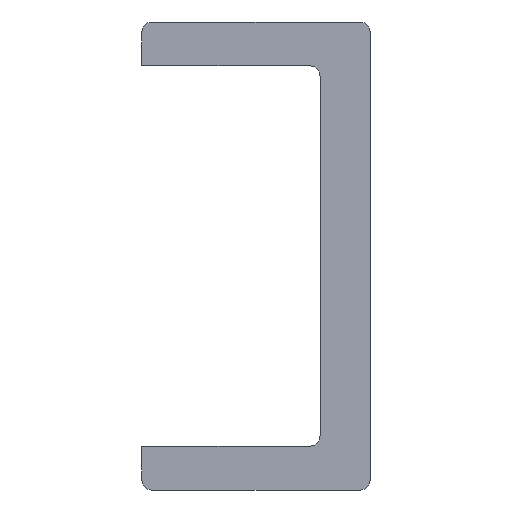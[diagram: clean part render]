
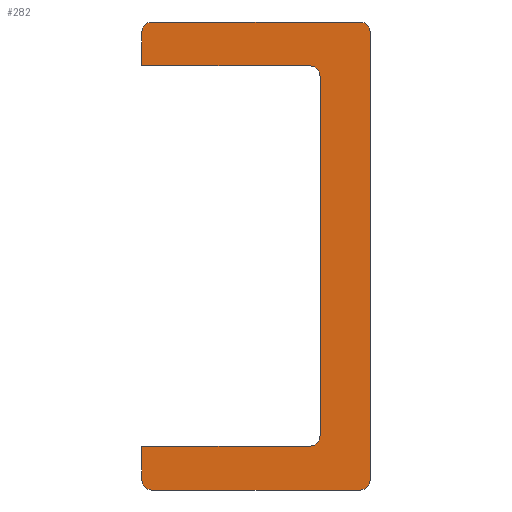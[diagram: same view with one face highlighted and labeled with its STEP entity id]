
A CAD part, front view. The second image highlights one B-rep face of the part: STEP entity #282.
In plain terms, the highlighted planar face has unit normal (0, -1, 0).
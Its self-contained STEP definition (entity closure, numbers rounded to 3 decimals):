
#282 = ADVANCED_FACE( '', ( #738 ), #739, .F. );
#738 = FACE_OUTER_BOUND( '', #1381, .T. );
#739 = PLANE( '', #1382 );
#1381 = EDGE_LOOP( '', ( #2143, #2144, #2145, #2146, #2147, #2148, #2149, #2150, #2151, #2152, #2153, #2154, #2155, #2156 ) );
#1382 = AXIS2_PLACEMENT_3D( '', #2157, #2158, #2159 );
#2143 = ORIENTED_EDGE( '', *, *, #2925, .F. );
#2144 = ORIENTED_EDGE( '', *, *, #2926, .T. );
#2145 = ORIENTED_EDGE( '', *, *, #2927, .F. );
#2146 = ORIENTED_EDGE( '', *, *, #2928, .T. );
#2147 = ORIENTED_EDGE( '', *, *, #2809, .F. );
#2148 = ORIENTED_EDGE( '', *, *, #2929, .F. );
#2149 = ORIENTED_EDGE( '', *, *, #2930, .F. );
#2150 = ORIENTED_EDGE( '', *, *, #2893, .F. );
#2151 = ORIENTED_EDGE( '', *, *, #2931, .F. );
#2152 = ORIENTED_EDGE( '', *, *, #2932, .F. );
#2153 = ORIENTED_EDGE( '', *, *, #2933, .F. );
#2154 = ORIENTED_EDGE( '', *, *, #2934, .T. );
#2155 = ORIENTED_EDGE( '', *, *, #2803, .F. );
#2156 = ORIENTED_EDGE( '', *, *, #2935, .T. );
#2157 = CARTESIAN_POINT( '', ( -10.5, 0., 21.5 ) );
#2158 = DIRECTION( '', ( 0., 1., 0. ) );
#2159 = DIRECTION( '', ( 0., 0., 1. ) );
#2803 = EDGE_CURVE( '', #3199, #3201, #3202, .T. );
#2809 = EDGE_CURVE( '', #3210, #3211, #3212, .T. );
#2893 = EDGE_CURVE( '', #3359, #3360, #3361, .T. );
#2925 = EDGE_CURVE( '', #3409, #3410, #3411, .T. );
#2926 = EDGE_CURVE( '', #3409, #3412, #3413, .F. );
#2927 = EDGE_CURVE( '', #3414, #3412, #3415, .T. );
#2928 = EDGE_CURVE( '', #3414, #3211, #3416, .F. );
#2929 = EDGE_CURVE( '', #3417, #3210, #3418, .T. );
#2930 = EDGE_CURVE( '', #3360, #3417, #3419, .T. );
#2931 = EDGE_CURVE( '', #3420, #3359, #3421, .T. );
#2932 = EDGE_CURVE( '', #3422, #3420, #3423, .T. );
#2933 = EDGE_CURVE( '', #3424, #3422, #3425, .T. );
#2934 = EDGE_CURVE( '', #3424, #3201, #3426, .F. );
#2935 = EDGE_CURVE( '', #3199, #3410, #3427, .F. );
#3199 = VERTEX_POINT( '', #3748 );
#3201 = VERTEX_POINT( '', #3751 );
#3202 = LINE( '', #3752, #3753 );
#3210 = VERTEX_POINT( '', #3762 );
#3211 = VERTEX_POINT( '', #3763 );
#3212 = LINE( '', #3764, #3765 );
#3359 = VERTEX_POINT( '', #3915 );
#3360 = VERTEX_POINT( '', #3916 );
#3361 = LINE( '', #3917, #3918 );
#3409 = VERTEX_POINT( '', #3969 );
#3410 = VERTEX_POINT( '', #3970 );
#3411 = LINE( '', #3971, #3972 );
#3412 = VERTEX_POINT( '', #3973 );
#3413 = CIRCLE( '', #3974, 0.9 );
#3414 = VERTEX_POINT( '', #3975 );
#3415 = LINE( '', #3976, #3977 );
#3416 = CIRCLE( '', #3978, 0.9 );
#3417 = VERTEX_POINT( '', #3979 );
#3418 = LINE( '', #3980, #3981 );
#3419 = CIRCLE( '', #3982, 1. );
#3420 = VERTEX_POINT( '', #3983 );
#3421 = CIRCLE( '', #3984, 1. );
#3422 = VERTEX_POINT( '', #3985 );
#3423 = LINE( '', #3986, #3987 );
#3424 = VERTEX_POINT( '', #3988 );
#3425 = LINE( '', #3989, #3990 );
#3426 = CIRCLE( '', #3991, 0.9 );
#3427 = CIRCLE( '', #3992, 0.9 );
#3748 = CARTESIAN_POINT( '', ( 9.6, 0., -21.5 ) );
#3751 = CARTESIAN_POINT( '', ( -9.6, 0., -21.5 ) );
#3752 = CARTESIAN_POINT( '', ( 10.5, 0., -21.5 ) );
#3753 = VECTOR( '', #4343, 1000. );
#3762 = CARTESIAN_POINT( '', ( -10.5, 0., 17.5 ) );
#3763 = CARTESIAN_POINT( '', ( -10.5, 0., 20.6 ) );
#3764 = CARTESIAN_POINT( '', ( -10.5, 0., -21.5 ) );
#3765 = VECTOR( '', #4351, 1000. );
#3915 = CARTESIAN_POINT( '', ( 5.9, 0., -16.5 ) );
#3916 = CARTESIAN_POINT( '', ( 5.9, 0., 16.5 ) );
#3917 = CARTESIAN_POINT( '', ( 5.9, 0., 16.5 ) );
#3918 = VECTOR( '', #4538, 1000. );
#3969 = CARTESIAN_POINT( '', ( 10.5, 0., 20.6 ) );
#3970 = CARTESIAN_POINT( '', ( 10.5, 0., -20.6 ) );
#3971 = CARTESIAN_POINT( '', ( 10.5, 0., 21.5 ) );
#3972 = VECTOR( '', #4584, 1000. );
#3973 = CARTESIAN_POINT( '', ( 9.6, 0., 21.5 ) );
#3974 = AXIS2_PLACEMENT_3D( '', #4585, #4586, #4587 );
#3975 = CARTESIAN_POINT( '', ( -9.6, 0., 21.5 ) );
#3976 = CARTESIAN_POINT( '', ( -10.5, 0., 21.5 ) );
#3977 = VECTOR( '', #4588, 1000. );
#3978 = AXIS2_PLACEMENT_3D( '', #4589, #4590, #4591 );
#3979 = CARTESIAN_POINT( '', ( 4.9, 0., 17.5 ) );
#3980 = CARTESIAN_POINT( '', ( 4.9, 0., 17.5 ) );
#3981 = VECTOR( '', #4592, 1000. );
#3982 = AXIS2_PLACEMENT_3D( '', #4593, #4594, #4595 );
#3983 = CARTESIAN_POINT( '', ( 4.9, 0., -17.5 ) );
#3984 = AXIS2_PLACEMENT_3D( '', #4596, #4597, #4598 );
#3985 = CARTESIAN_POINT( '', ( -10.5, 0., -17.5 ) );
#3986 = CARTESIAN_POINT( '', ( 4.9, 0., -17.5 ) );
#3987 = VECTOR( '', #4599, 1000. );
#3988 = CARTESIAN_POINT( '', ( -10.5, 0., -20.6 ) );
#3989 = CARTESIAN_POINT( '', ( -10.5, 0., -21.5 ) );
#3990 = VECTOR( '', #4600, 1000. );
#3991 = AXIS2_PLACEMENT_3D( '', #4601, #4602, #4603 );
#3992 = AXIS2_PLACEMENT_3D( '', #4604, #4605, #4606 );
#4343 = DIRECTION( '', ( -1., 0., 0. ) );
#4351 = DIRECTION( '', ( 0., 0., 1. ) );
#4538 = DIRECTION( '', ( 0., 0., 1. ) );
#4584 = DIRECTION( '', ( 0., 0., -1. ) );
#4585 = CARTESIAN_POINT( '', ( 9.6, 0., 20.6 ) );
#4586 = DIRECTION( '', ( 0., 1., 0. ) );
#4587 = DIRECTION( '', ( 0., 0., 1. ) );
#4588 = DIRECTION( '', ( 1., 0., 0. ) );
#4589 = CARTESIAN_POINT( '', ( -9.6, 0., 20.6 ) );
#4590 = DIRECTION( '', ( 0., 1., 0. ) );
#4591 = DIRECTION( '', ( 0., 0., 1. ) );
#4592 = DIRECTION( '', ( -1., 0., 0. ) );
#4593 = CARTESIAN_POINT( '', ( 4.9, 0., 16.5 ) );
#4594 = DIRECTION( '', ( 0., -1., 0. ) );
#4595 = DIRECTION( '', ( -1., 0., 0. ) );
#4596 = CARTESIAN_POINT( '', ( 4.9, 0., -16.5 ) );
#4597 = DIRECTION( '', ( 0., -1., 0. ) );
#4598 = DIRECTION( '', ( -1., 0., 0. ) );
#4599 = DIRECTION( '', ( 1., 0., 0. ) );
#4600 = DIRECTION( '', ( 0., 0., 1. ) );
#4601 = CARTESIAN_POINT( '', ( -9.6, 0., -20.6 ) );
#4602 = DIRECTION( '', ( 0., 1., 0. ) );
#4603 = DIRECTION( '', ( 0., 0., 1. ) );
#4604 = CARTESIAN_POINT( '', ( 9.6, 0., -20.6 ) );
#4605 = DIRECTION( '', ( 0., 1., 0. ) );
#4606 = DIRECTION( '', ( 0., 0., 1. ) );
